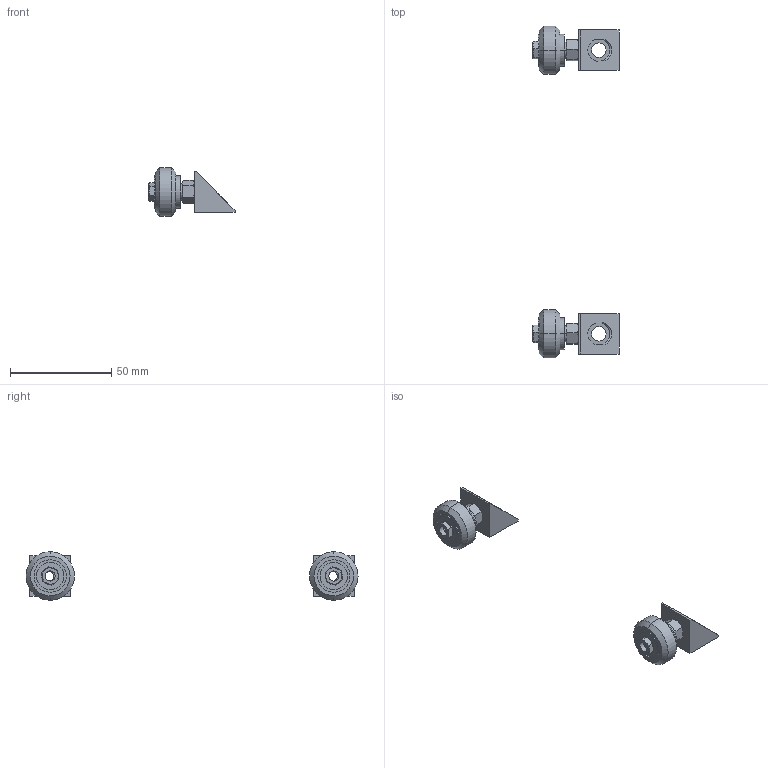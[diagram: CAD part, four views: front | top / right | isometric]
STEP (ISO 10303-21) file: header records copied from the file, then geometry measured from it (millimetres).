
FILE_DESCRIPTION(('FreeCAD Model'),'2;1');
FILE_NAME('Vwheel-Corner-Double.step','2020-08-13T02:48:30',('Author'),(''), 'Open CASCADE STEP processor 7.3','FreeCAD','Unknown');
FILE_SCHEMA(('AUTOMOTIVE_DESIGN { 1 0 10303 214 1 1 1 1 }'));
Length unit declared in the file: millimetre
Products named in the file (2): Vwheel-Corner_001; Vwheel-Corner_002
Bounding box: 42.47 x 163.9 x 23.9 mm (x, y, z)
Volume: 15540.3 mm3; surface area: 12286 mm2
Topology: 16 solids, 16 shells, 264 faces, 582 edges, 374 vertices
Faces by surface type: cylinder 120, plane 98, cone 46
Entity records: 19678 total; most frequent: CARTESIAN_POINT 6243, DIRECTION 2126, ORIENTED_EDGE 1164, PCURVE 1164, DEFINITIONAL_REPRESENTATION 1164, LINE 964, VECTOR 964, EDGE_CURVE 582
